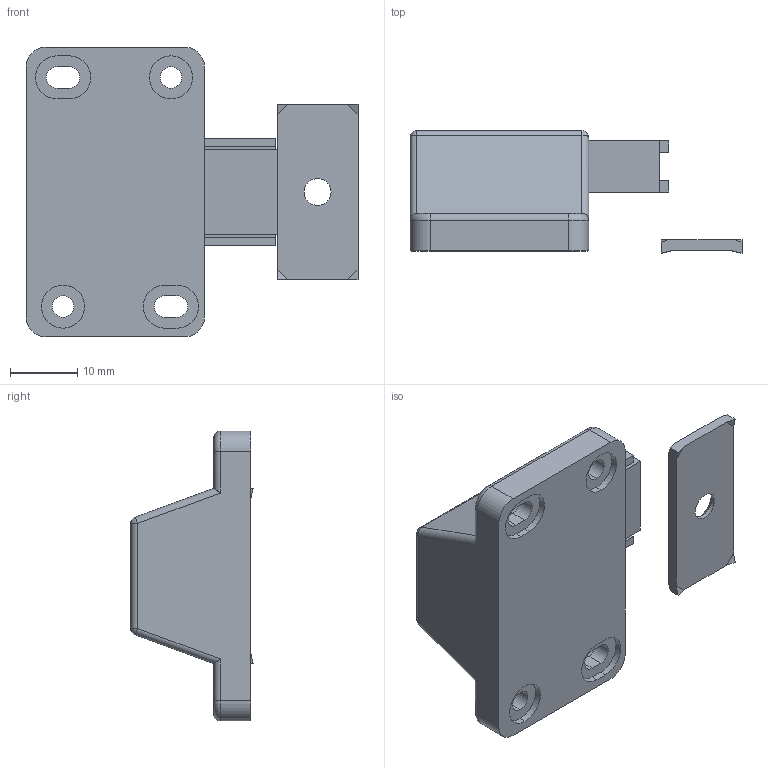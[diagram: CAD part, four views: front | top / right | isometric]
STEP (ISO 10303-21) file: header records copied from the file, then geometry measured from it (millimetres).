
FILE_DESCRIPTION (( 'STEP AP203' ), '1' );
FILE_NAME ('C-105-2.STEP', '2020-01-15T07:02:07', ( '' ), ( '' ), 'SwSTEP 2.0', 'SolidWorks 2014', '' );
FILE_SCHEMA (( 'CONFIG_CONTROL_DESIGN' ));
Length unit declared in the file: millimetre
Products named in the file (4): C-105-2_本体_; C-105-2_スライド_; C-105-2; C-105-2_受板_
Assembly tree (3 placements, depth 2):
  C-105-2
    C-105-2_本体_
    C-105-2_スライド_
    C-105-2_受板_
Bounding box: 49.25 x 18.15 x 43 mm (x, y, z)
Volume: 13087.3 mm3; surface area: 7909.9 mm2
Topology: 3 solids, 3 shells, 130 faces, 325 edges, 204 vertices
Faces by surface type: plane 76, cylinder 44, torus 4, sphere 4, cone 2
Entity records: 4249 total; most frequent: CARTESIAN_POINT 690, DIRECTION 671, ORIENTED_EDGE 642, EDGE_CURVE 321, LINE 225, VECTOR 225, AXIS2_PLACEMENT_3D 223, VERTEX_POINT 204
